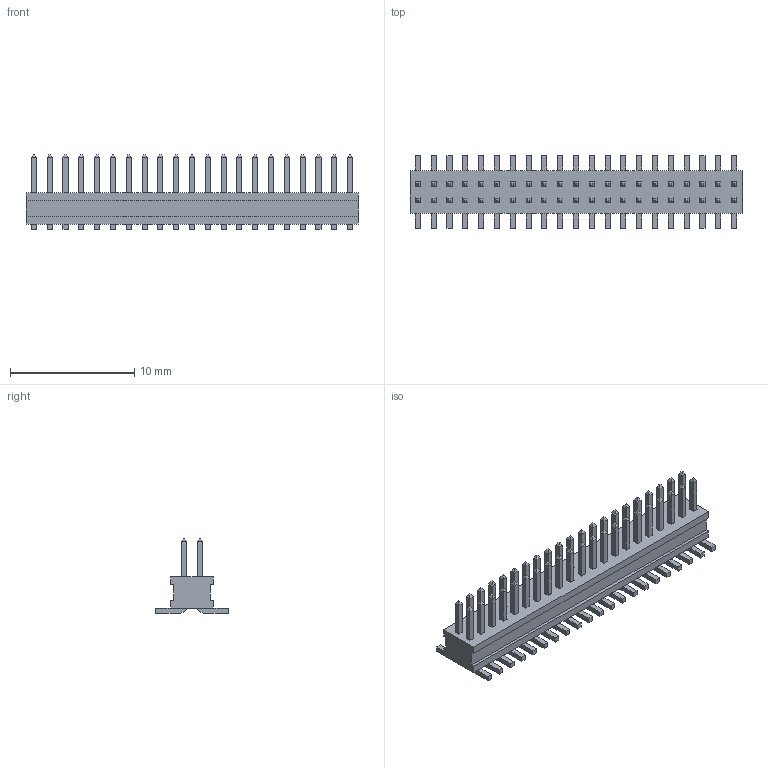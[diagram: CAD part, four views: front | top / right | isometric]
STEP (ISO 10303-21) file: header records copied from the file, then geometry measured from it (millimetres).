
FILE_DESCRIPTION(('FreeCAD Model'),'2;1');
FILE_NAME('Open CASCADE Shape Model','2025-01-12T21:35:32',(''),(''), 'Open CASCADE STEP processor 7.8','FreeCAD','Unknown');
FILE_SCHEMA(('AUTOMOTIVE_DESIGN { 1 0 10303 214 1 1 1 1 }'));
Length unit declared in the file: millimetre
Products named in the file (4): FTSH-121-01-L-DV; FTSH-121-01-L-DV_body; FTSH-121-01-L-DV_pins1; FTSH-121-01-L-DV_pins2
Assembly tree (3 placements, depth 2):
  FTSH-121-01-L-DV
    FTSH-121-01-L-DV_body
    FTSH-121-01-L-DV_pins1
    FTSH-121-01-L-DV_pins2
Bounding box: 26.67 x 5.84 x 5.97 mm (x, y, z)
Volume: 304.5 mm3; surface area: 1181.6 mm2
Topology: 3 solids, 3 shells, 856 faces, 2382 edges, 1532 vertices
Faces by surface type: plane 814, cylinder 42
Entity records: 26947 total; most frequent: CARTESIAN_POINT 4774, ORIENTED_EDGE 4764, DIRECTION 4186, EDGE_CURVE 2382, LINE 2298, VECTOR 2298, VERTEX_POINT 1532, AXIS2_PLACEMENT_3D 944
